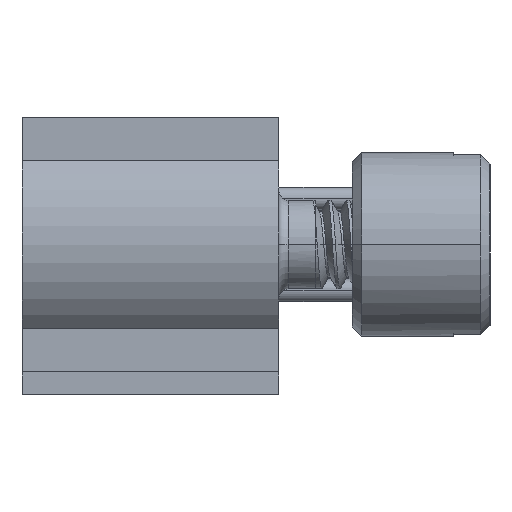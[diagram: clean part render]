
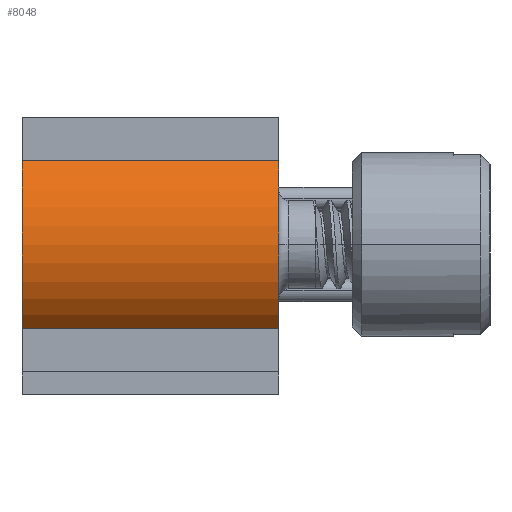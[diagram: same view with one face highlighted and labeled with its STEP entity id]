
A CAD part, left-side view. The second image highlights one B-rep face of the part: STEP entity #8048.
In plain terms, the highlighted cylindrical face has radius 2.5 mm (diameter 5 mm), a partial arc.
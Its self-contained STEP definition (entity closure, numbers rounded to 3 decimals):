
#79=CARTESIAN_POINT('',(-14.5,3.4,0.));
#80=DIRECTION('',(0.,-1.,0.));
#81=DIRECTION('',(-0.68,0.,0.733));
#82=AXIS2_PLACEMENT_3D('',#79,#80,#81);
#565=CARTESIAN_POINT('',(-14.5,-2.2,0.));
#566=DIRECTION('',(0.,-1.,0.));
#567=DIRECTION('',(-0.68,0.,0.733));
#568=AXIS2_PLACEMENT_3D('',#565,#566,#567);
#3986=DIRECTION('',(0.,-1.,0.));
#3987=VECTOR('',#3986,5.6);
#3988=CARTESIAN_POINT('',(-16.2,3.4,1.833));
#3989=LINE('',#3988,#3987);
#3993=DIRECTION('',(0.,-1.,0.));
#3994=VECTOR('',#3993,5.6);
#3995=CARTESIAN_POINT('',(-16.2,3.4,-1.833));
#3996=LINE('',#3995,#3994);
#4518=CARTESIAN_POINT('',(-16.2,3.4,1.833));
#4520=VERTEX_POINT('',#4518);
#4521=CARTESIAN_POINT('',(-16.2,3.4,-1.833));
#4522=VERTEX_POINT('',#4521);
#4527=CARTESIAN_POINT('',(-16.2,-2.2,1.833));
#4528=VERTEX_POINT('',#4527);
#4529=CARTESIAN_POINT('',(-16.2,-2.2,-1.833));
#4530=VERTEX_POINT('',#4529);
#8036=CARTESIAN_POINT('',(-14.5,3.4,0.));
#8037=DIRECTION('',(0.,-1.,0.));
#8038=DIRECTION('',(-1.,0.,0.));
#8039=AXIS2_PLACEMENT_3D('',#8036,#8037,#8038);
#8040=CYLINDRICAL_SURFACE('',#8039,2.5);
#8041=ORIENTED_EDGE('',*,*,#4714,.F.);
#8042=ORIENTED_EDGE('',*,*,#8031,.T.);
#8043=ORIENTED_EDGE('',*,*,#5036,.T.);
#8045=ORIENTED_EDGE('',*,*,#8044,.F.);
#8046=EDGE_LOOP('',(#8041,#8042,#8043,#8045));
#8047=FACE_OUTER_BOUND('',#8046,.F.);
#83=CIRCLE('',#82,2.5);
#569=CIRCLE('',#568,2.5);
#4714=EDGE_CURVE('',#4520,#4522,#83,.T.);
#5036=EDGE_CURVE('',#4528,#4530,#569,.T.);
#8031=EDGE_CURVE('',#4520,#4528,#3989,.T.);
#8044=EDGE_CURVE('',#4522,#4530,#3996,.T.);
#8048=ADVANCED_FACE('',(#8047),#8040,.T.);
